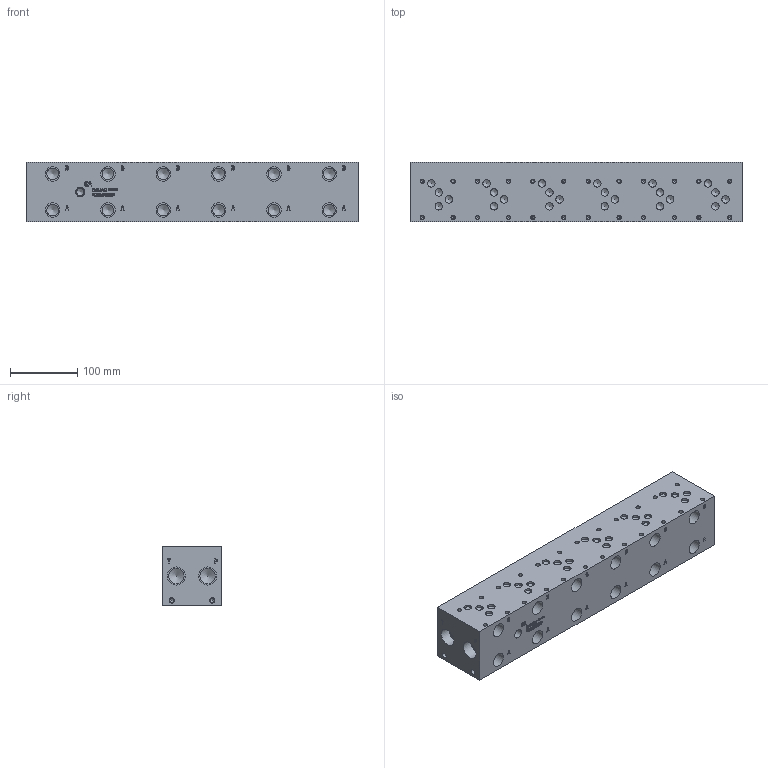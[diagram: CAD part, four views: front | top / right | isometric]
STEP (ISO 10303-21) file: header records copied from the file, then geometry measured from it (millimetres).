
FILE_DESCRIPTION(/* description */ (''),/* implementation_level */ '2;1');
FILE_NAME(/* name */ '_D05P063P.stp',/* time_stamp */ '2020-03-12T13:09:05-04:00',/* author */ ('devonn'),/* organization */ (''),/* preprocessor_version */ 'ST-DEVELOPER v17',/* originating_system */ 'Autodesk Inventor 2019',/* authorisation */ '');
FILE_SCHEMA (('AUTOMOTIVE_DESIGN { 1 0 10303 214 3 1 1 }'));
Length unit declared in the file: millimetre
Products named in the file (1): Part_AD05P063P_3D
Bounding box: 495.3 x 88.9 x 88.9 mm (x, y, z)
Volume: 3767826.2 mm3; surface area: 228025 mm2
Topology: 1 solids, 1 shells, 877 faces, 2406 edges, 1642 vertices
Faces by surface type: plane 473, bspline 221, cylinder 114, cone 69
Full cylindrical faces by diameter (mm): 5.105 x24, 6.35 x24, 6.528 x4, 7.925 x4, 10.719 x1, 11.125 x24, 13.868 x1, 17.475 x12, 21.59 x12, 23.012 x4, 26.924 x4
Entity records: 29417 total; most frequent: CARTESIAN_POINT 7730, ORIENTED_EDGE 4674, DIRECTION 3620, EDGE_CURVE 2337, VERTEX_POINT 1642, LINE 1484, VECTOR 1484, AXIS2_PLACEMENT_3D 1068
